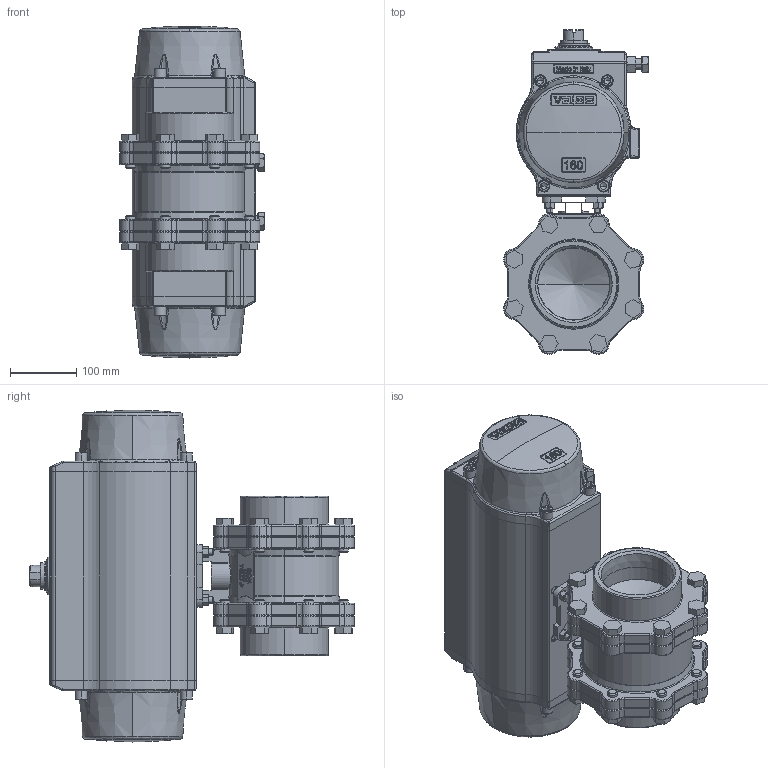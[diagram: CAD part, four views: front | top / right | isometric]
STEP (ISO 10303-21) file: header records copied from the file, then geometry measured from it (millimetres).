
FILE_DESCRIPTION (( 'STEP AP203' ), '1' );
FILE_NAME ('4700-400F_UT-5.STEP', '2017-11-17T17:51:20', ( '' ), ( '' ), 'SwSTEP 2.0', 'SolidWorks 2014', '' );
FILE_SCHEMA (( 'CONFIG_CONTROL_DESIGN' ));
Length unit declared in the file: inch
Products named in the file (1): 4700-400F_UT-5
Bounding box: 218.23 x 489.06 x 500 mm (x, y, z)
Surface area: 683752.6 mm2 (no closed solid volume)
Topology: 0 solids, 32 shells, 1824 faces, 5590 edges, 3657 vertices
Faces by surface type: plane 627, cylinder 377, bspline 362, cone 290, torus 124, sphere 44
Entity records: 98403 total; most frequent: CARTESIAN_POINT 53502, ORIENTED_EDGE 9286, DIRECTION 8172, EDGE_CURVE 5540, VERTEX_POINT 3657, AXIS2_PLACEMENT_3D 2880, VECTOR 2412, LINE 2412
